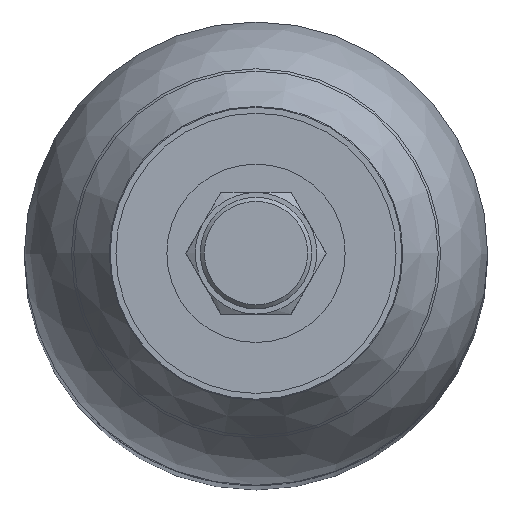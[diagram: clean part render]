
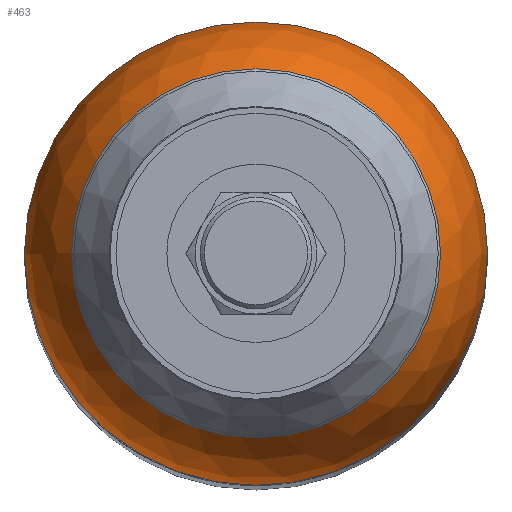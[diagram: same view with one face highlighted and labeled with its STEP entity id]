
A CAD part, top view. The second image highlights one B-rep face of the part: STEP entity #463.
In plain terms, the highlighted spherical face has radius 57.15 mm.
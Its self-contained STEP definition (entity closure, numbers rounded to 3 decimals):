
#463 = ADVANCED_FACE( '', ( #1046, #1047 ), #1048, .T. );
#1046 = FACE_OUTER_BOUND( '', #1815, .T. );
#1047 = FACE_OUTER_BOUND( '', #1816, .T. );
#1048 = SPHERICAL_SURFACE( '', #1817, 57.15 );
#1815 = EDGE_LOOP( '', ( #3530 ) );
#1816 = EDGE_LOOP( '', ( #3531 ) );
#1817 = AXIS2_PLACEMENT_3D( '', #3532, #3533, #3534 );
#3530 = ORIENTED_EDGE( '', *, *, #4966, .T. );
#3531 = ORIENTED_EDGE( '', *, *, #5064, .F. );
#3532 = CARTESIAN_POINT( '', ( 0., 0., 349.154 ) );
#3533 = DIRECTION( '', ( 0., 0., -1. ) );
#3534 = DIRECTION( '', ( -1., 0., 0. ) );
#4966 = EDGE_CURVE( '', #5862, #5862, #5863, .T. );
#5064 = EDGE_CURVE( '', #6009, #6009, #6010, .T. );
#5862 = VERTEX_POINT( '', #7854 );
#5863 = CIRCLE( '', #7855, 22. );
#6009 = VERTEX_POINT( '', #8529 );
#6010 = CIRCLE( '', #8530, 57.15 );
#7854 = CARTESIAN_POINT( '', ( -22., 0., 401.9 ) );
#7855 = AXIS2_PLACEMENT_3D( '', #9804, #9805, #9806 );
#8529 = CARTESIAN_POINT( '', ( -57.15, 0., 349.154 ) );
#8530 = AXIS2_PLACEMENT_3D( '', #9902, #9903, #9904 );
#9804 = CARTESIAN_POINT( '', ( 0., 0., 401.9 ) );
#9805 = DIRECTION( '', ( 0., 0., -1. ) );
#9806 = DIRECTION( '', ( -1., 0., 0. ) );
#9902 = CARTESIAN_POINT( '', ( 0., 0., 349.154 ) );
#9903 = DIRECTION( '', ( 0., 0., -1. ) );
#9904 = DIRECTION( '', ( -1., 0., 0. ) );
